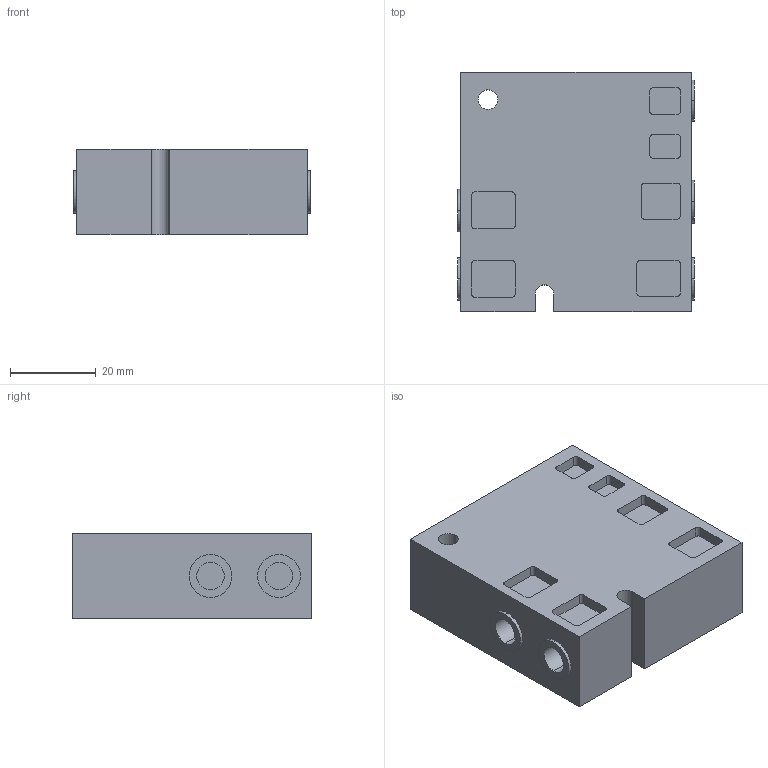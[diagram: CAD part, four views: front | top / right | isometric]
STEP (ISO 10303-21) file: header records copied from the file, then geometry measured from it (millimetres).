
FILE_DESCRIPTION (( 'STEP AP214' ), '1' );
FILE_NAME ('BVS-425-1P.step', '2016-07-27T15:17:33', ( '' ), ( '' ), 'SwSTEP 2.0', 'SolidWorks 2016', '' );
FILE_SCHEMA (( 'AUTOMOTIVE_DESIGN' ));
Length unit declared in the file: inch
Products named in the file (1): BVS-425-1P
Bounding box: 55.37 x 55.88 x 20.07 mm (x, y, z)
Volume: 55079.8 mm3; surface area: 13693.9 mm2
Topology: 1 solids, 1 shells, 158 faces, 394 edges, 262 vertices
Faces by surface type: plane 81, cylinder 75, cone 2
Entity records: 5123 total; most frequent: DIRECTION 864, CARTESIAN_POINT 815, ORIENTED_EDGE 788, EDGE_CURVE 394, AXIS2_PLACEMENT_3D 311, VERTEX_POINT 262, LINE 242, VECTOR 242
